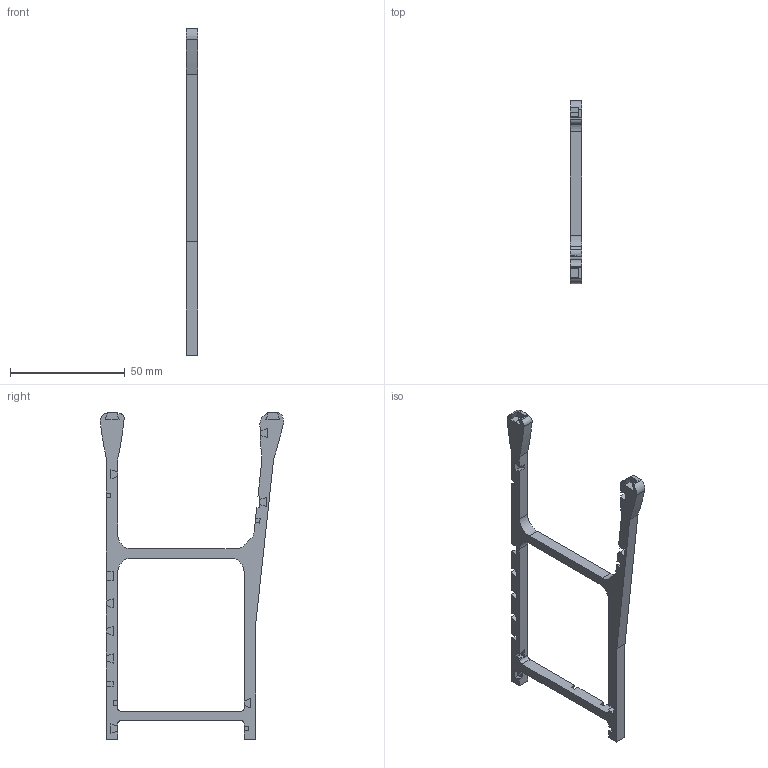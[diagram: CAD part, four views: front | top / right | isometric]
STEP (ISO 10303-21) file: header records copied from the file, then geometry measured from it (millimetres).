
FILE_DESCRIPTION(/* description */ (''),/* implementation_level */ '2;1');
FILE_NAME(/* name */ 'a1214996-1418-4210-ba8a-6030c62c593a.stp',/* time_stamp */ '2019-01-08T13:34:12+00:00',/* author */ (''),/* organization */ (''),/* preprocessor_version */ 'ST-DEVELOPER v17.2',/* originating_system */ 'Autodesk Translation Framework v7.6.0.251',/* authorisation */ '');
FILE_SCHEMA (('AUTOMOTIVE_DESIGN { 1 0 10303 214 3 1 1 }'));
Length unit declared in the file: millimetre
Products named in the file (1): body left side bacc v2
Bounding box: 5 x 79.78 x 142.23 mm (x, y, z)
Volume: 9924.4 mm3; surface area: 8526.8 mm2
Topology: 1 solids, 1 shells, 131 faces, 382 edges, 253 vertices
Faces by surface type: plane 111, cylinder 20
Entity records: 4314 total; most frequent: CARTESIAN_POINT 767, ORIENTED_EDGE 764, DIRECTION 687, EDGE_CURVE 382, LINE 341, VECTOR 341, VERTEX_POINT 253, AXIS2_PLACEMENT_3D 173
